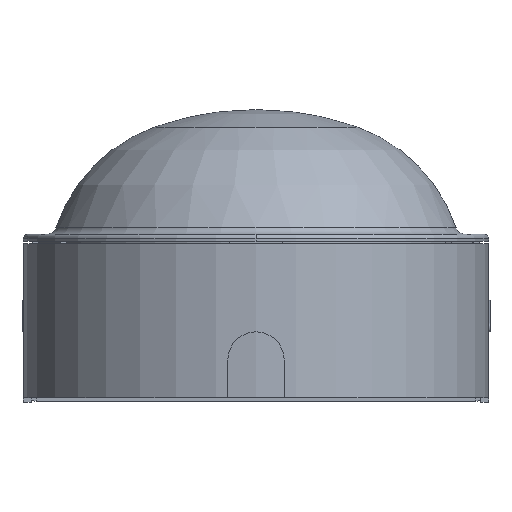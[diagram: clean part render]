
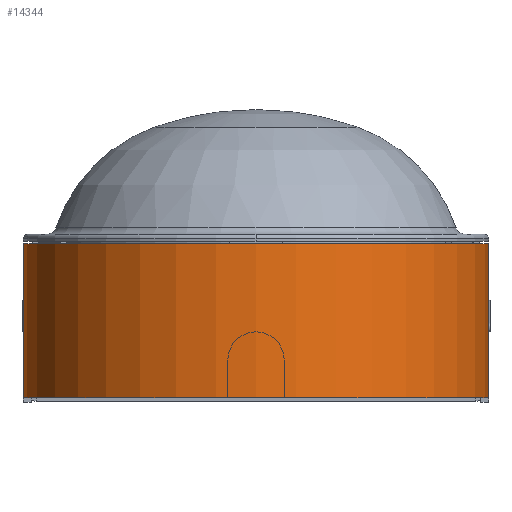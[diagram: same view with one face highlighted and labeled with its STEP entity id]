
A CAD part, front view. The second image highlights one B-rep face of the part: STEP entity #14344.
In plain terms, the highlighted cylindrical face has radius 49.5 mm (diameter 99 mm), a partial arc.
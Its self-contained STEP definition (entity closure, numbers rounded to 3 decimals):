
#708 = CARTESIAN_POINT ( 'NONE',  ( -49.5, -62.5, 32.8 ) ) ;
#1722 = CIRCLE ( 'NONE', #7394, 49.5 ) ;
#2257 = DIRECTION ( 'NONE',  ( 0., 0., -1. ) ) ;
#3075 = VERTEX_POINT ( 'NONE', #29368 ) ;
#4793 = CARTESIAN_POINT ( 'NONE',  ( 49.5, -62.5, 30.3 ) ) ;
#5650 = DIRECTION ( 'NONE',  ( 0., 0., -1. ) ) ;
#5819 = CARTESIAN_POINT ( 'NONE',  ( 0., -62.5, 30.3 ) ) ;
#7394 = AXIS2_PLACEMENT_3D ( 'NONE', #11034, #11693, #24372 ) ;
#7691 = ORIENTED_EDGE ( 'NONE', *, *, #24239, .F. ) ;
#7923 = FACE_OUTER_BOUND ( 'NONE', #29970, .T. ) ;
#9170 = CYLINDRICAL_SURFACE ( 'NONE', #41452, 49.5 ) ;
#11034 = CARTESIAN_POINT ( 'NONE',  ( 0., -62.5, 32.8 ) ) ;
#11693 = DIRECTION ( 'NONE',  ( 0., 0., 1. ) ) ;
#11756 = DIRECTION ( 'NONE',  ( 1., 0., 0. ) ) ;
#12595 = EDGE_CURVE ( 'NONE', #42725, #3075, #1722, .T. ) ;
#13454 = ORIENTED_EDGE ( 'NONE', *, *, #35497, .T. ) ;
#14065 = AXIS2_PLACEMENT_3D ( 'NONE', #28211, #24893, #11756 ) ;
#14344 = ADVANCED_FACE ( 'NONE', ( #7923 ), #9170, .T. ) ;
#15603 = CARTESIAN_POINT ( 'NONE',  ( -49.5, -62.5, 30.3 ) ) ;
#16065 = EDGE_CURVE ( 'NONE', #42725, #28295, #32483, .T. ) ;
#19747 = CIRCLE ( 'NONE', #14065, 49.5 ) ;
#20688 = ORIENTED_EDGE ( 'NONE', *, *, #12595, .F. ) ;
#22732 = DIRECTION ( 'NONE',  ( 0., 0., -1. ) ) ;
#24239 = EDGE_CURVE ( 'NONE', #3075, #35842, #35225, .T. ) ;
#24372 = DIRECTION ( 'NONE',  ( 1., 0., 0. ) ) ;
#24893 = DIRECTION ( 'NONE',  ( 0., 0., 1. ) ) ;
#28211 = CARTESIAN_POINT ( 'NONE',  ( 0., -62.5, 0. ) ) ;
#28295 = VERTEX_POINT ( 'NONE', #37856 ) ;
#29239 = VECTOR ( 'NONE', #2257, 1000. ) ;
#29368 = CARTESIAN_POINT ( 'NONE',  ( 49.5, -62.5, 32.8 ) ) ;
#29970 = EDGE_LOOP ( 'NONE', ( #13454, #7691, #20688, #30605 ) ) ;
#30605 = ORIENTED_EDGE ( 'NONE', *, *, #16065, .T. ) ;
#32483 = LINE ( 'NONE', #15603, #29239 ) ;
#35225 = LINE ( 'NONE', #4793, #38464 ) ;
#35497 = EDGE_CURVE ( 'NONE', #28295, #35842, #19747, .T. ) ;
#35842 = VERTEX_POINT ( 'NONE', #38128 ) ;
#36031 = DIRECTION ( 'NONE',  ( -1., 0., 0. ) ) ;
#37856 = CARTESIAN_POINT ( 'NONE',  ( -49.5, -62.5, 0. ) ) ;
#38128 = CARTESIAN_POINT ( 'NONE',  ( 49.5, -62.5, 0. ) ) ;
#38464 = VECTOR ( 'NONE', #5650, 1000. ) ;
#41452 = AXIS2_PLACEMENT_3D ( 'NONE', #5819, #22732, #36031 ) ;
#42725 = VERTEX_POINT ( 'NONE', #708 ) ;
